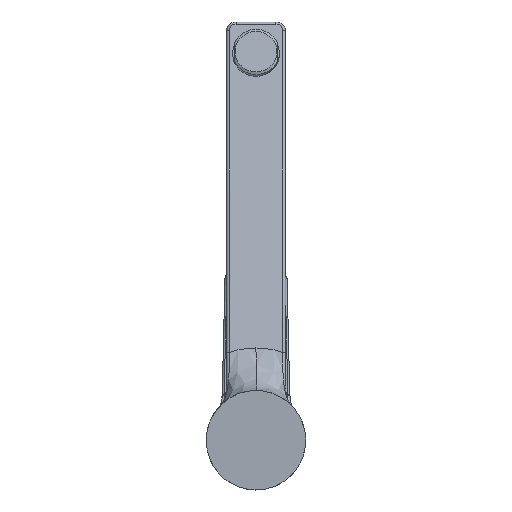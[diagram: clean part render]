
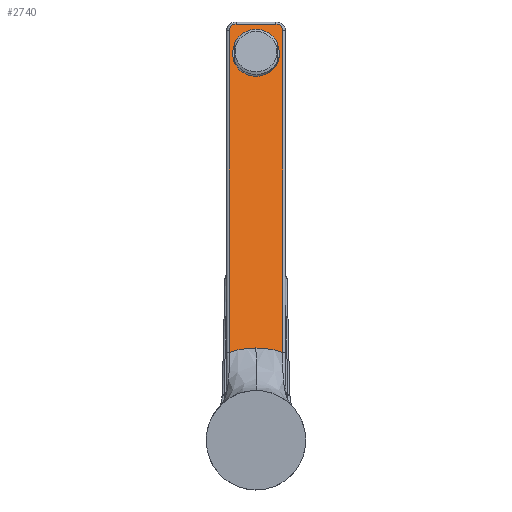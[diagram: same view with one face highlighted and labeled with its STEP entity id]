
A CAD part, front view. The second image highlights one B-rep face of the part: STEP entity #2740.
In plain terms, the highlighted planar face has unit normal (0, -0.964, 0.267).
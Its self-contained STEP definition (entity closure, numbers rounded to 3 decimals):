
#119 = CARTESIAN_POINT ( 'NONE',  ( -12.448, 89.1, 212.844 ) ) ;
#139 = VERTEX_POINT ( 'NONE', #1215 ) ;
#160 = CARTESIAN_POINT ( 'NONE',  ( 5.606, 43.127, 47.07 ) ) ;
#286 = CARTESIAN_POINT ( 'NONE',  ( 12., 85.016, 198.116 ) ) ;
#341 = CARTESIAN_POINT ( 'NONE',  ( -6.511, 89.215, 213.259 ) ) ;
#506 = CARTESIAN_POINT ( 'NONE',  ( 13.75, 88.28, 209.886 ) ) ;
#518 = CARTESIAN_POINT ( 'NONE',  ( -12.927, 42.64, 45.315 ) ) ;
#596 = DIRECTION ( 'NONE',  ( 1., 0., 0. ) ) ;
#737 = CARTESIAN_POINT ( 'NONE',  ( 12., 85.016, 198.116 ) ) ;
#782 = CARTESIAN_POINT ( 'NONE',  ( -13.75, 42.563, 45.037 ) ) ;
#793 = CARTESIAN_POINT ( 'NONE',  ( -13.749, 88.574, 210.948 ) ) ;
#840 = B_SPLINE_CURVE_WITH_KNOTS ( 'NONE', 5,
 ( #3194, #3167, #3895, #8727, #4574, #506 ),
 .UNSPECIFIED., .F., .F.,
 ( 6, 6 ),
 ( 0., 5.792 ),
 .UNSPECIFIED. ) ;
#948 = CARTESIAN_POINT ( 'NONE',  ( 13.75, 65.421, 127.461 ) ) ;
#1124 = EDGE_CURVE ( 'NONE', #139, #1993, #7375, .T. ) ;
#1154 = ORIENTED_EDGE ( 'NONE', *, *, #1124, .F. ) ;
#1215 = CARTESIAN_POINT ( 'NONE',  ( 13.75, 88.28, 209.886 ) ) ;
#1278 = DIRECTION ( 'NONE',  ( 0., 0.964, -0.267 ) ) ;
#1318 = LINE ( 'NONE', #5867, #4947 ) ;
#1437 = AXIS2_PLACEMENT_3D ( 'NONE', #6742, #1278, #596 ) ;
#1478 =( BOUNDED_CURVE ( )  B_SPLINE_CURVE ( 3, ( #737, #4825, #2105, #6900 ),
 .UNSPECIFIED., .F., .F. ) 
 B_SPLINE_CURVE_WITH_KNOTS ( ( 4, 4 ),
 ( 4.712, 7.854 ),
 .UNSPECIFIED. ) 
 CURVE ( )  GEOMETRIC_REPRESENTATION_ITEM ( )  RATIONAL_B_SPLINE_CURVE ( ( 1., 0.333, 0.333, 1. ) ) 
 REPRESENTATION_ITEM ( '' )  );
#1502 = ORIENTED_EDGE ( 'NONE', *, *, #2544, .T. ) ;
#1524 = CARTESIAN_POINT ( 'NONE',  ( -12., 85.016, 198.116 ) ) ;
#1625 = VECTOR ( 'NONE', #7187, 1000. ) ;
#1692 = VECTOR ( 'NONE', #2995, 1000. ) ;
#1906 = B_SPLINE_CURVE_WITH_KNOTS ( 'NONE', 5,
 ( #5945, #6637, #3213, #8059, #3906, #8741, #4592, #518, #5280 ),
 .UNSPECIFIED., .F., .F.,
 ( 6, 2, 1, 6 ),
 ( 0., 6.534, 12.969, 18.826 ),
 .UNSPECIFIED. ) ;
#1993 = VERTEX_POINT ( 'NONE', #7805 ) ;
#2105 = CARTESIAN_POINT ( 'NONE',  ( -12., 78.602, 174.988 ) ) ;
#2175 = CARTESIAN_POINT ( 'NONE',  ( 13.75, 42.563, 45.037 ) ) ;
#2544 = EDGE_CURVE ( 'NONE', #7888, #1993, #4631, .T. ) ;
#2681 = VERTEX_POINT ( 'NONE', #5938 ) ;
#2740 = ADVANCED_FACE ( 'NONE', ( #4968, #3358 ), #8786, .F. ) ;
#2824 = CARTESIAN_POINT ( 'NONE',  ( -11.355, 89.215, 213.257 ) ) ;
#2841 = EDGE_LOOP ( 'NONE', ( #5061, #6795 ) ) ;
#2968 = CARTESIAN_POINT ( 'NONE',  ( -12., 91.43, 221.244 ) ) ;
#2995 = DIRECTION ( 'NONE',  ( 0., -0.267, -0.964 ) ) ;
#3167 = CARTESIAN_POINT ( 'NONE',  ( 11.35, 89.215, 213.258 ) ) ;
#3194 = CARTESIAN_POINT ( 'NONE',  ( 10.25, 89.215, 213.259 ) ) ;
#3213 = CARTESIAN_POINT ( 'NONE',  ( -1.946, 43.182, 47.271 ) ) ;
#3358 = FACE_OUTER_BOUND ( 'NONE', #6646, .T. ) ;
#3428 = ORIENTED_EDGE ( 'NONE', *, *, #7165, .T. ) ;
#3685 = VERTEX_POINT ( 'NONE', #8722 ) ;
#3895 = CARTESIAN_POINT ( 'NONE',  ( 12.45, 89.1, 212.844 ) ) ;
#3906 = CARTESIAN_POINT ( 'NONE',  ( -6.662, 43.065, 46.846 ) ) ;
#4234 = CARTESIAN_POINT ( 'NONE',  ( 8.382, 43., 46.613 ) ) ;
#4238 = ORIENTED_EDGE ( 'NONE', *, *, #6431, .F. ) ;
#4280 =( BOUNDED_CURVE ( )  B_SPLINE_CURVE ( 3, ( #7815, #2968, #4354, #286 ),
 .UNSPECIFIED., .F., .T. ) 
 B_SPLINE_CURVE_WITH_KNOTS ( ( 4, 4 ),
 ( 1.571, 4.712 ),
 .UNSPECIFIED. ) 
 CURVE ( )  GEOMETRIC_REPRESENTATION_ITEM ( )  RATIONAL_B_SPLINE_CURVE ( ( 1., 0.333, 0.333, 1. ) ) 
 REPRESENTATION_ITEM ( '' )  );
#4354 = CARTESIAN_POINT ( 'NONE',  ( 12., 91.43, 221.244 ) ) ;
#4574 = CARTESIAN_POINT ( 'NONE',  ( 13.749, 88.574, 210.946 ) ) ;
#4592 = CARTESIAN_POINT ( 'NONE',  ( -11.185, 42.79, 45.856 ) ) ;
#4631 = B_SPLINE_CURVE_WITH_KNOTS ( 'NONE', 5,
 ( #5629, #7718, #160, #4234, #6967, #2175 ),
 .UNSPECIFIED., .F., .F.,
 ( 6, 6 ),
 ( 0., 14.049 ),
 .UNSPECIFIED. ) ;
#4825 = CARTESIAN_POINT ( 'NONE',  ( 12., 78.602, 174.988 ) ) ;
#4881 = CARTESIAN_POINT ( 'NONE',  ( -13.322, 88.867, 212.002 ) ) ;
#4885 = CARTESIAN_POINT ( 'NONE',  ( 0., 43.19, 47.298 ) ) ;
#4947 = VECTOR ( 'NONE', #5893, 1000. ) ;
#4968 = FACE_BOUND ( 'NONE', #2841, .T. ) ;
#5061 = ORIENTED_EDGE ( 'NONE', *, *, #6636, .T. ) ;
#5163 = ORIENTED_EDGE ( 'NONE', *, *, #6675, .T. ) ;
#5280 = CARTESIAN_POINT ( 'NONE',  ( -13.75, 42.563, 45.037 ) ) ;
#5489 = VERTEX_POINT ( 'NONE', #8220 ) ;
#5556 = CARTESIAN_POINT ( 'NONE',  ( -13.75, 88.28, 209.886 ) ) ;
#5629 = CARTESIAN_POINT ( 'NONE',  ( 0., 43.19, 47.298 ) ) ;
#5867 = CARTESIAN_POINT ( 'NONE',  ( -13.75, 65.421, 127.461 ) ) ;
#5893 = DIRECTION ( 'NONE',  ( 0., -0.267, -0.964 ) ) ;
#5938 = CARTESIAN_POINT ( 'NONE',  ( -10.25, 89.215, 213.259 ) ) ;
#5945 = CARTESIAN_POINT ( 'NONE',  ( 0., 43.19, 47.298 ) ) ;
#6211 = EDGE_CURVE ( 'NONE', #6789, #5489, #4280, .T. ) ;
#6255 = B_SPLINE_CURVE_WITH_KNOTS ( 'NONE', 5,
 ( #7647, #2824, #119, #4881, #793, #5556 ),
 .UNSPECIFIED., .F., .F.,
 ( 6, 6 ),
 ( 0., 7.368 ),
 .UNSPECIFIED. ) ;
#6431 = EDGE_CURVE ( 'NONE', #3685, #139, #840, .T. ) ;
#6636 = EDGE_CURVE ( 'NONE', #5489, #6789, #1478, .T. ) ;
#6637 = CARTESIAN_POINT ( 'NONE',  ( -0.973, 43.19, 47.298 ) ) ;
#6646 = EDGE_LOOP ( 'NONE', ( #1502, #1154, #4238, #6655, #5163, #3428, #7502 ) ) ;
#6655 = ORIENTED_EDGE ( 'NONE', *, *, #7638, .T. ) ;
#6675 = EDGE_CURVE ( 'NONE', #2681, #8261, #6255, .T. ) ;
#6742 = CARTESIAN_POINT ( 'NONE',  ( 0., 27.925, -7.744 ) ) ;
#6789 = VERTEX_POINT ( 'NONE', #1524 ) ;
#6795 = ORIENTED_EDGE ( 'NONE', *, *, #6211, .T. ) ;
#6900 = CARTESIAN_POINT ( 'NONE',  ( -12., 85.016, 198.116 ) ) ;
#6967 = CARTESIAN_POINT ( 'NONE',  ( 11.105, 42.811, 45.932 ) ) ;
#7165 = EDGE_CURVE ( 'NONE', #8261, #8628, #1318, .T. ) ;
#7187 = DIRECTION ( 'NONE',  ( -1., 0., 0. ) ) ;
#7318 = LINE ( 'NONE', #341, #1625 ) ;
#7375 = LINE ( 'NONE', #948, #1692 ) ;
#7502 = ORIENTED_EDGE ( 'NONE', *, *, #8334, .F. ) ;
#7638 = EDGE_CURVE ( 'NONE', #3685, #2681, #7318, .T. ) ;
#7647 = CARTESIAN_POINT ( 'NONE',  ( -10.25, 89.215, 213.259 ) ) ;
#7718 = CARTESIAN_POINT ( 'NONE',  ( 2.803, 43.19, 47.298 ) ) ;
#7805 = CARTESIAN_POINT ( 'NONE',  ( 13.75, 42.563, 45.037 ) ) ;
#7815 = CARTESIAN_POINT ( 'NONE',  ( -12., 85.016, 198.116 ) ) ;
#7888 = VERTEX_POINT ( 'NONE', #4885 ) ;
#8059 = CARTESIAN_POINT ( 'NONE',  ( -3.875, 43.152, 47.162 ) ) ;
#8099 = CARTESIAN_POINT ( 'NONE',  ( -13.75, 88.28, 209.886 ) ) ;
#8220 = CARTESIAN_POINT ( 'NONE',  ( 12., 85.016, 198.116 ) ) ;
#8261 = VERTEX_POINT ( 'NONE', #8099 ) ;
#8334 = EDGE_CURVE ( 'NONE', #7888, #8628, #1906, .T. ) ;
#8628 = VERTEX_POINT ( 'NONE', #782 ) ;
#8722 = CARTESIAN_POINT ( 'NONE',  ( 10.25, 89.215, 213.259 ) ) ;
#8727 = CARTESIAN_POINT ( 'NONE',  ( 13.32, 88.868, 212.006 ) ) ;
#8741 = CARTESIAN_POINT ( 'NONE',  ( -9.412, 42.914, 46.305 ) ) ;
#8786 = PLANE ( 'NONE',  #1437 ) ;
